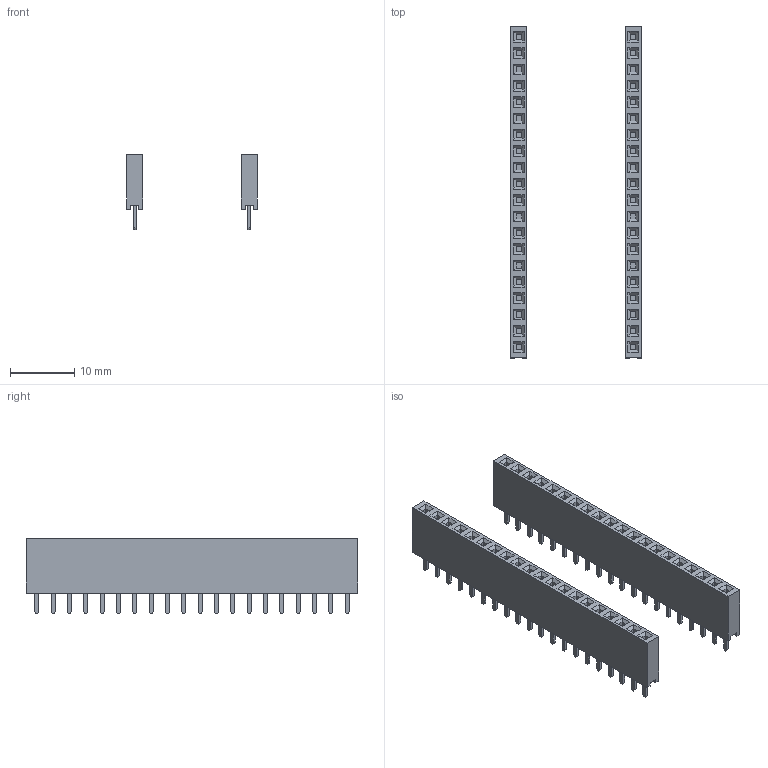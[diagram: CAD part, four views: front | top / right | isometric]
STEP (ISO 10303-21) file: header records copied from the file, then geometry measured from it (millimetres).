
FILE_DESCRIPTION(('FreeCAD Model'),'2;1');
FILE_NAME('Open CASCADE Shape Model','2025-05-08T09:28:28',( 'Peter S. Hollander'),('https://gitlab.com/recursivenomad/'), 'Open CASCADE STEP processor 7.6','FreeCAD','Unknown');
FILE_SCHEMA(('AUTOMOTIVE_DESIGN { 1 0 10303 214 1 1 1 1 }'));
Length unit declared in the file: millimetre
Products named in the file (2): RaspberryPi_Pico_PinSockets_H8.50mm_KiCad; PinSocket_1x20_KiCad
Assembly tree (2 placements, depth 2):
  RaspberryPi_Pico_PinSockets_H8.50mm_KiCad
    PinSocket_1x20_KiCad  x2
Bounding box: 20.32 x 51.6 x 11.68 mm (x, y, z)
Volume: 1985 mm3; surface area: 3642.7 mm2
Topology: 2 solids, 2 shells, 660 faces, 1568 edges, 992 vertices
Faces by surface type: plane 660
Entity records: 10587 total; most frequent: CARTESIAN_POINT 1613, ORIENTED_EDGE 1568, DIRECTION 1450, EDGE_CURVE 784, LINE 784, VECTOR 784, VERTEX_POINT 496, FACE_BOUND 370
